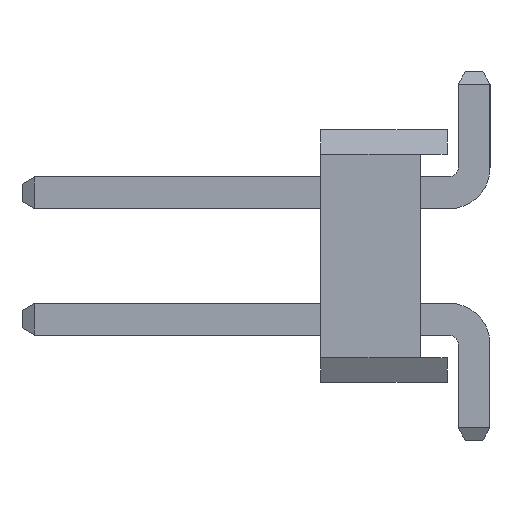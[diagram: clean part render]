
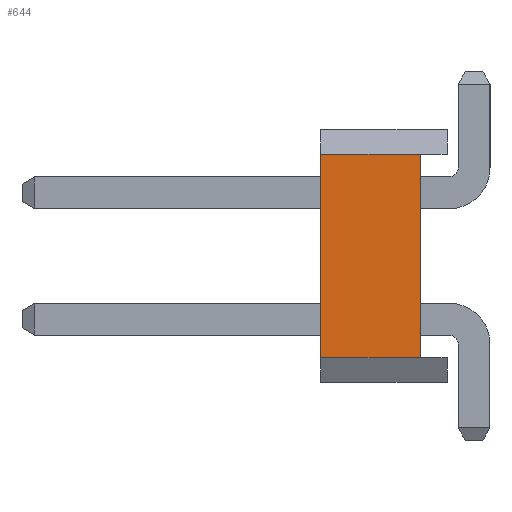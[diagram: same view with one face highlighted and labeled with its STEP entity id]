
A CAD part, left-side view. The second image highlights one B-rep face of the part: STEP entity #644.
In plain terms, the highlighted planar face has unit normal (-1, 0, 0).
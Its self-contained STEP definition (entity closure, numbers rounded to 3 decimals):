
#385 = CARTESIAN_POINT ( 'NONE',  ( -12.67, 2.54, -2.04 ) ) ;
#644 = ADVANCED_FACE ( 'NONE', ( #4092 ), #5151, .T. ) ;
#684 = VECTOR ( 'NONE', #3551, 1000. ) ;
#761 = LINE ( 'NONE', #4764, #5011 ) ;
#1196 = DIRECTION ( 'NONE',  ( 0., 0., 1. ) ) ;
#1318 = VERTEX_POINT ( 'NONE', #6389 ) ;
#1367 = CARTESIAN_POINT ( 'NONE',  ( -12.67, 2.54, 2.04 ) ) ;
#1520 = CARTESIAN_POINT ( 'NONE',  ( -12.67, 2.54, 2.54 ) ) ;
#1589 = LINE ( 'NONE', #6654, #684 ) ;
#1626 = DIRECTION ( 'NONE',  ( 0., 1., 0. ) ) ;
#2175 = AXIS2_PLACEMENT_3D ( 'NONE', #1520, #7066, #6372 ) ;
#2581 = ORIENTED_EDGE ( 'NONE', *, *, #7510, .F. ) ;
#2613 = VERTEX_POINT ( 'NONE', #385 ) ;
#2626 = CARTESIAN_POINT ( 'NONE',  ( -12.67, 0.54, 2.04 ) ) ;
#2663 = ORIENTED_EDGE ( 'NONE', *, *, #5801, .T. ) ;
#2676 = EDGE_CURVE ( 'NONE', #1318, #2613, #5824, .T. ) ;
#2992 = CARTESIAN_POINT ( 'NONE',  ( -12.67, 2.54, 2.04 ) ) ;
#3551 = DIRECTION ( 'NONE',  ( 0., 0., 1. ) ) ;
#3911 = VECTOR ( 'NONE', #4736, 1000. ) ;
#4039 = EDGE_CURVE ( 'NONE', #1318, #6671, #1589, .T. ) ;
#4092 = FACE_OUTER_BOUND ( 'NONE', #5476, .T. ) ;
#4736 = DIRECTION ( 'NONE',  ( 0., 1., 0. ) ) ;
#4764 = CARTESIAN_POINT ( 'NONE',  ( -12.67, 2.54, 2.54 ) ) ;
#5011 = VECTOR ( 'NONE', #1196, 1000. ) ;
#5098 = ORIENTED_EDGE ( 'NONE', *, *, #2676, .F. ) ;
#5151 = PLANE ( 'NONE',  #2175 ) ;
#5476 = EDGE_LOOP ( 'NONE', ( #6410, #2663, #2581, #5098 ) ) ;
#5801 = EDGE_CURVE ( 'NONE', #6671, #7159, #7336, .T. ) ;
#5824 = LINE ( 'NONE', #7725, #7354 ) ;
#6372 = DIRECTION ( 'NONE',  ( 0., 0., 1. ) ) ;
#6389 = CARTESIAN_POINT ( 'NONE',  ( -12.67, 0.54, -2.04 ) ) ;
#6410 = ORIENTED_EDGE ( 'NONE', *, *, #4039, .T. ) ;
#6654 = CARTESIAN_POINT ( 'NONE',  ( -12.67, 0.54, 2.04 ) ) ;
#6671 = VERTEX_POINT ( 'NONE', #2626 ) ;
#7066 = DIRECTION ( 'NONE',  ( -1., 0., 0. ) ) ;
#7159 = VERTEX_POINT ( 'NONE', #1367 ) ;
#7336 = LINE ( 'NONE', #2992, #3911 ) ;
#7354 = VECTOR ( 'NONE', #1626, 1000. ) ;
#7510 = EDGE_CURVE ( 'NONE', #2613, #7159, #761, .T. ) ;
#7725 = CARTESIAN_POINT ( 'NONE',  ( -12.67, 2.54, -2.04 ) ) ;
